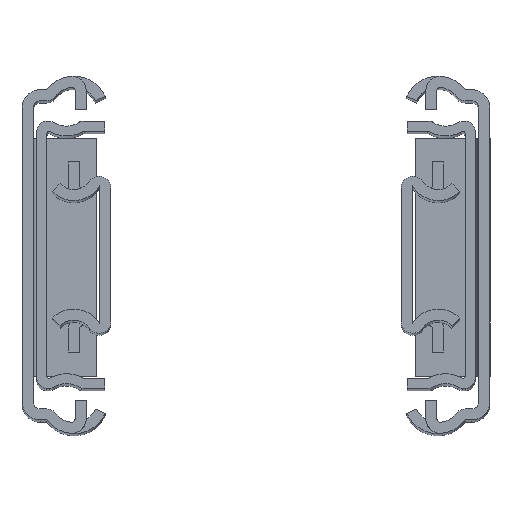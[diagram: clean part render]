
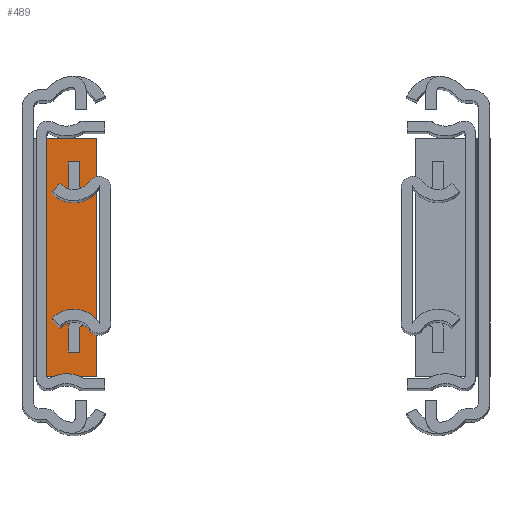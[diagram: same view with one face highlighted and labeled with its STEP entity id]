
A CAD part, top view. The second image highlights one B-rep face of the part: STEP entity #489.
In plain terms, the highlighted face is planar.
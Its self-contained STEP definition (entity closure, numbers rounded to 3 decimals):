
#489 = ADVANCED_FACE( '', ( #993 ), #994, .F. );
#993 = FACE_OUTER_BOUND( '', #1548, .T. );
#994 = PLANE( '', #1549 );
#1548 = EDGE_LOOP( '', ( #2713, #2714, #2715, #2716 ) );
#1549 = AXIS2_PLACEMENT_3D( '', #2717, #2718, #2719 );
#2713 = ORIENTED_EDGE( '', *, *, #3569, .T. );
#2714 = ORIENTED_EDGE( '', *, *, #3768, .F. );
#2715 = ORIENTED_EDGE( '', *, *, #3632, .F. );
#2716 = ORIENTED_EDGE( '', *, *, #3323, .T. );
#2717 = CARTESIAN_POINT( '', ( 4.72, 294.94, 25.4 ) );
#2718 = DIRECTION( '', ( 0., 1., 0. ) );
#2719 = DIRECTION( '', ( -1., 0., 0. ) );
#3323 = EDGE_CURVE( '', #3952, #3949, #3953, .T. );
#3569 = EDGE_CURVE( '', #3949, #4369, #4371, .T. );
#3632 = EDGE_CURVE( '', #3952, #4461, #4462, .T. );
#3768 = EDGE_CURVE( '', #4461, #4369, #4646, .T. );
#3949 = VERTEX_POINT( '', #4856 );
#3952 = VERTEX_POINT( '', #4859 );
#3953 = LINE( '', #4860, #4861 );
#4369 = VERTEX_POINT( '', #5394 );
#4371 = LINE( '', #5397, #5398 );
#4461 = VERTEX_POINT( '', #5521 );
#4462 = LINE( '', #5522, #5523 );
#4646 = LINE( '', #5798, #5799 );
#4856 = CARTESIAN_POINT( '', ( 4.72, 294.94, -25.4 ) );
#4859 = CARTESIAN_POINT( '', ( 4.72, 294.94, 25.4 ) );
#4860 = CARTESIAN_POINT( '', ( 4.72, 294.94, 25.4 ) );
#4861 = VECTOR( '', #6034, 1000. );
#5394 = CARTESIAN_POINT( '', ( 15.837, 294.94, -25.4 ) );
#5397 = CARTESIAN_POINT( '', ( 4.72, 294.94, -25.4 ) );
#5398 = VECTOR( '', #6411, 1000. );
#5521 = CARTESIAN_POINT( '', ( 15.837, 294.94, 25.4 ) );
#5522 = CARTESIAN_POINT( '', ( 4.72, 294.94, 25.4 ) );
#5523 = VECTOR( '', #6481, 1000. );
#5798 = CARTESIAN_POINT( '', ( 15.837, 294.94, 25.4 ) );
#5799 = VECTOR( '', #6647, 1000. );
#6034 = DIRECTION( '', ( 0., 0., -1. ) );
#6411 = DIRECTION( '', ( 1., 0., 0. ) );
#6481 = DIRECTION( '', ( 1., 0., 0. ) );
#6647 = DIRECTION( '', ( 0., 0., -1. ) );
